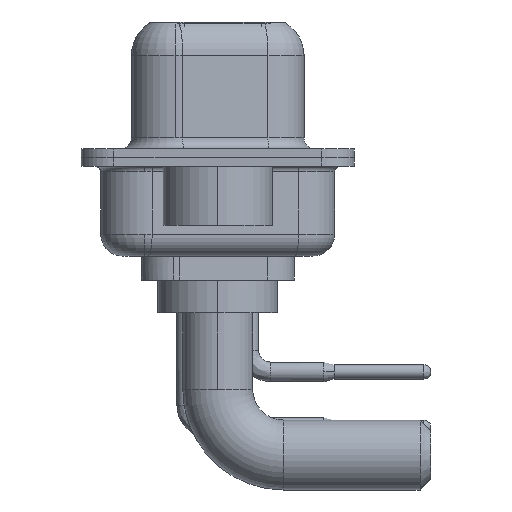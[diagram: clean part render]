
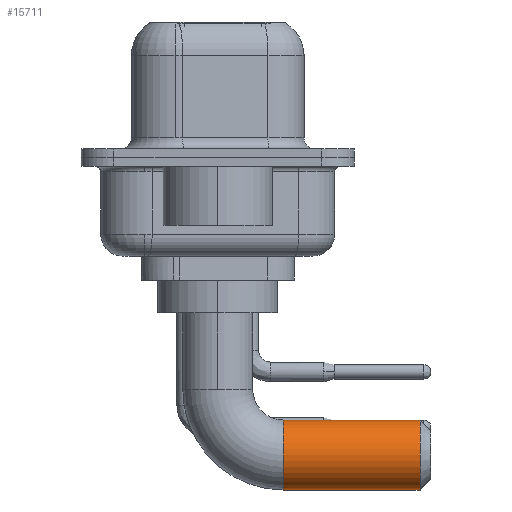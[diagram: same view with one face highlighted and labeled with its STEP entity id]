
A CAD part, left-side view. The second image highlights one B-rep face of the part: STEP entity #15711.
In plain terms, the highlighted cylindrical face has radius 1.6 mm (diameter 3.2 mm), a partial arc.
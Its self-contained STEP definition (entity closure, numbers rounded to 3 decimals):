
#108 = EDGE_CURVE ( 'NONE', #18327, #13388, #1567, .T. ) ;
#140 = VECTOR ( 'NONE', #10078, 1000. ) ;
#1095 = CARTESIAN_POINT ( 'NONE',  ( 0., -9.25, -6.5 ) ) ;
#1567 = CIRCLE ( 'NONE', #16078, 1.6 ) ;
#2357 = CARTESIAN_POINT ( 'NONE',  ( 0., -3., -6.5 ) ) ;
#2629 = DIRECTION ( 'NONE',  ( 0., 0., -1. ) ) ;
#3853 = VERTEX_POINT ( 'NONE', #9554 ) ;
#3909 = LINE ( 'NONE', #6993, #140 ) ;
#4215 = AXIS2_PLACEMENT_3D ( 'NONE', #14627, #11620, #17915 ) ;
#4670 = CYLINDRICAL_SURFACE ( 'NONE', #4215, 1.6 ) ;
#5082 = ORIENTED_EDGE ( 'NONE', *, *, #5171, .T. ) ;
#5143 = EDGE_CURVE ( 'NONE', #13937, #18327, #3909, .T. ) ;
#5171 = EDGE_CURVE ( 'NONE', #3853, #13937, #17413, .T. ) ;
#5809 = CARTESIAN_POINT ( 'NONE',  ( 0., -3., -4.9 ) ) ;
#6993 = CARTESIAN_POINT ( 'NONE',  ( 0., -3., -8.1 ) ) ;
#7313 = ORIENTED_EDGE ( 'NONE', *, *, #5143, .T. ) ;
#9554 = CARTESIAN_POINT ( 'NONE',  ( 0., -3., -4.9 ) ) ;
#9892 = DIRECTION ( 'NONE',  ( 0., -1., 0. ) ) ;
#10078 = DIRECTION ( 'NONE',  ( 0., -1., 0. ) ) ;
#11620 = DIRECTION ( 'NONE',  ( 0., -1., 0. ) ) ;
#11757 = VECTOR ( 'NONE', #17528, 1000. ) ;
#12614 = CARTESIAN_POINT ( 'NONE',  ( 0., -9.25, -8.1 ) ) ;
#13388 = VERTEX_POINT ( 'NONE', #15570 ) ;
#13937 = VERTEX_POINT ( 'NONE', #16218 ) ;
#14627 = CARTESIAN_POINT ( 'NONE',  ( 0., -3., -6.5 ) ) ;
#14675 = EDGE_CURVE ( 'NONE', #3853, #13388, #18880, .T. ) ;
#14720 = FACE_OUTER_BOUND ( 'NONE', #15184, .T. ) ;
#15184 = EDGE_LOOP ( 'NONE', ( #16414, #5082, #7313, #19111 ) ) ;
#15570 = CARTESIAN_POINT ( 'NONE',  ( 0., -9.25, -4.9 ) ) ;
#15693 = DIRECTION ( 'NONE',  ( -1., 0., 0. ) ) ;
#15711 = ADVANCED_FACE ( 'NONE', ( #14720 ), #4670, .T. ) ;
#15873 = DIRECTION ( 'NONE',  ( 0., 1., 0. ) ) ;
#16078 = AXIS2_PLACEMENT_3D ( 'NONE', #1095, #15873, #2629 ) ;
#16218 = CARTESIAN_POINT ( 'NONE',  ( 0., -3., -8.1 ) ) ;
#16414 = ORIENTED_EDGE ( 'NONE', *, *, #14675, .F. ) ;
#17413 = CIRCLE ( 'NONE', #18333, 1.6 ) ;
#17528 = DIRECTION ( 'NONE',  ( 0., -1., 0. ) ) ;
#17915 = DIRECTION ( 'NONE',  ( 0., 0., -1. ) ) ;
#18327 = VERTEX_POINT ( 'NONE', #12614 ) ;
#18333 = AXIS2_PLACEMENT_3D ( 'NONE', #2357, #9892, #15693 ) ;
#18880 = LINE ( 'NONE', #5809, #11757 ) ;
#19111 = ORIENTED_EDGE ( 'NONE', *, *, #108, .T. ) ;
